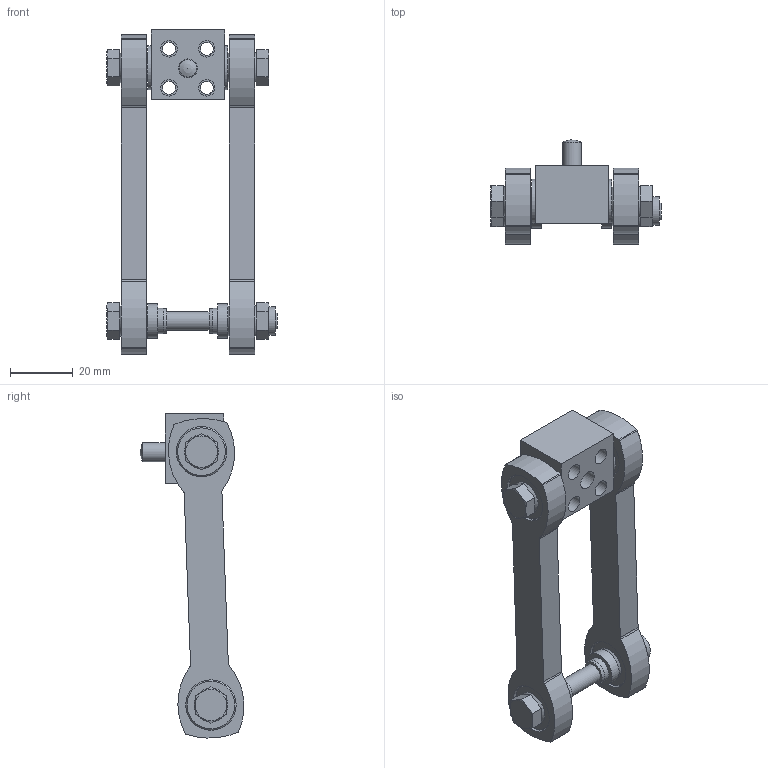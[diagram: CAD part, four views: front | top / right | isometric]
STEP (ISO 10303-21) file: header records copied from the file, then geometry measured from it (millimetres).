
FILE_DESCRIPTION(/* description */ ('STEP AP214'),/* implementation_level */ '2;1');
FILE_NAME(/* name */ '2349276_DARD-L1-32-M',/* time_stamp */ '2024-08-14T14:50:16+02:00',/* author */ ('License CC BY-ND 4.0'),/* organization */ ('CADENAS'),/* preprocessor_version */ 'ST-DEVELOPER v19.3',/* originating_system */ 'PARTsolutions',/* authorisation */ ' ');
FILE_SCHEMA (('AUTOMOTIVE_DESIGN {1 0 10303 214 3 1 1}'));
Length unit declared in the file: millimetre
Products named in the file (5): 2349276 DARD-L1-32-M; 2349276 DARD-L1-32-M_p2; 2349276 DARD-L1-32-M_f; 2349276 DARD-L1-32-M_klotz; DIN 6325 - 6x14(F)
Assembly tree (5 placements, depth 2):
  2349276 DARD-L1-32-M
    2349276 DARD-L1-32-M_p2
    2349276 DARD-L1-32-M_f  x2
    2349276 DARD-L1-32-M_klotz
    DIN 6325 - 6x14(F)
Bounding box: 54 x 32.97 x 102.94 mm (x, y, z)
Volume: 35069.6 mm3; surface area: 18120.1 mm2
Topology: 5 solids, 5 shells, 172 faces, 381 edges, 243 vertices
Faces by surface type: plane 68, cylinder 54, cone 40, sphere 10
Full cylindrical faces by diameter (mm): 4.134 x4, 5.2 x4, 6 x3, 8 x2, 9 x1, 11 x2, 14 x2, 16 x8
Entity records: 3716 total; most frequent: CARTESIAN_POINT 722, DIRECTION 616, ORIENTED_EDGE 502, AXIS2_PLACEMENT_3D 267, EDGE_CURVE 251, EDGE_LOOP 216, FACE_BOUND 216, VERTEX_POINT 181
